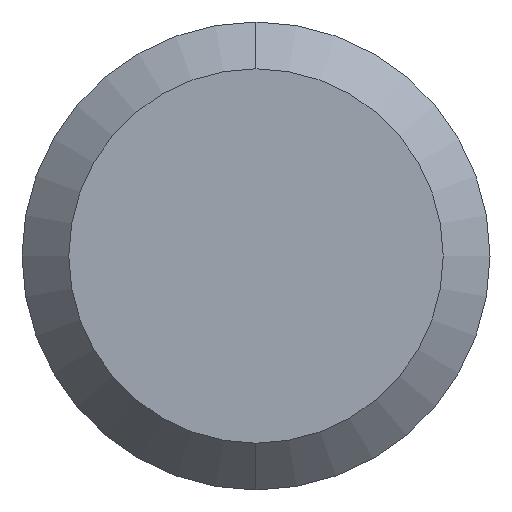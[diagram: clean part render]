
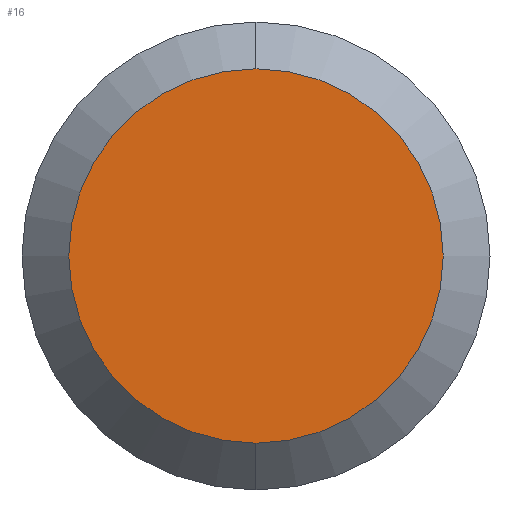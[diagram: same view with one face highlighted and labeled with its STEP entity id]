
A CAD part, left-side view. The second image highlights one B-rep face of the part: STEP entity #16.
In plain terms, the highlighted planar face has unit normal (-1, 0, 0).
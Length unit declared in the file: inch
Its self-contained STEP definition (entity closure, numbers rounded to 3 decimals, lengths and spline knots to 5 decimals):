
#11 = VERTEX_POINT ( 'NONE', #122 ) ;
#16 = ADVANCED_FACE ( 'NONE', ( #66 ), #201, .F. ) ;
#41 = DIRECTION ( 'NONE',  ( -1., 0., 0. ) ) ;
#66 = FACE_OUTER_BOUND ( 'NONE', #128, .T. ) ;
#67 = CIRCLE ( 'NONE', #120, 0.1 ) ;
#72 = DIRECTION ( 'NONE',  ( -1., 0., 0. ) ) ;
#73 = AXIS2_PLACEMENT_3D ( 'NONE', #211, #72, #175 ) ;
#84 = CARTESIAN_POINT ( 'NONE',  ( -4., 0., 0. ) ) ;
#120 = AXIS2_PLACEMENT_3D ( 'NONE', #205, #41, #207 ) ;
#122 = CARTESIAN_POINT ( 'NONE',  ( -4., 0., -0.1 ) ) ;
#123 = DIRECTION ( 'NONE',  ( 0., 0., -1. ) ) ;
#128 = EDGE_LOOP ( 'NONE', ( #166, #274 ) ) ;
#146 = EDGE_CURVE ( 'NONE', #11, #212, #67, .T. ) ;
#166 = ORIENTED_EDGE ( 'NONE', *, *, #146, .T. ) ;
#174 = CARTESIAN_POINT ( 'NONE',  ( -4., 0., 0.1 ) ) ;
#175 = DIRECTION ( 'NONE',  ( 0., 0., -1. ) ) ;
#186 = CIRCLE ( 'NONE', #73, 0.1 ) ;
#201 = PLANE ( 'NONE',  #238 ) ;
#205 = CARTESIAN_POINT ( 'NONE',  ( -4., 0., 0. ) ) ;
#207 = DIRECTION ( 'NONE',  ( 0., 0., -1. ) ) ;
#209 = EDGE_CURVE ( 'NONE', #212, #11, #186, .T. ) ;
#211 = CARTESIAN_POINT ( 'NONE',  ( -4., 0., 0. ) ) ;
#212 = VERTEX_POINT ( 'NONE', #174 ) ;
#238 = AXIS2_PLACEMENT_3D ( 'NONE', #84, #243, #123 ) ;
#243 = DIRECTION ( 'NONE',  ( 1., 0., 0. ) ) ;
#274 = ORIENTED_EDGE ( 'NONE', *, *, #209, .T. ) ;
